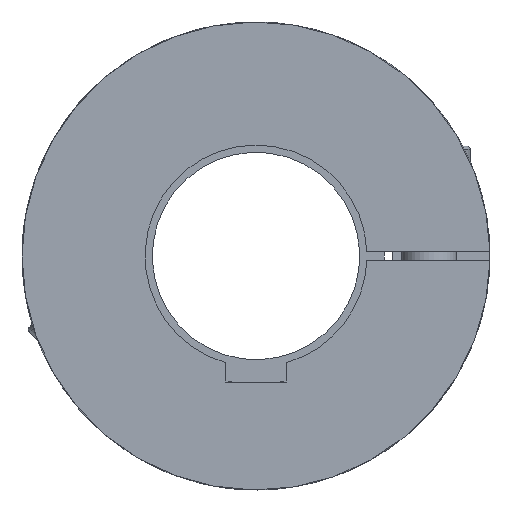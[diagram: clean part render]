
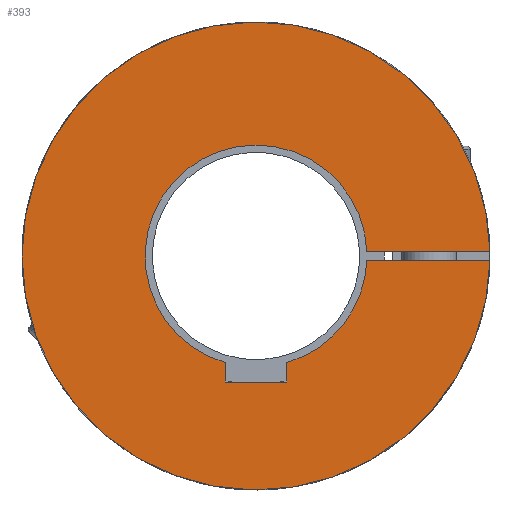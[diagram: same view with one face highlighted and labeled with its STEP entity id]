
A CAD part, left-side view. The second image highlights one B-rep face of the part: STEP entity #393.
In plain terms, the highlighted planar face has unit normal (-1, 0, 0).
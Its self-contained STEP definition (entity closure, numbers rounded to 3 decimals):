
#393=ADVANCED_FACE('NONE',(#832),#833,.F.);
#832=FACE_OUTER_BOUND('',#1351,.T.);
#833=PLANE('',#1352);
#1351=EDGE_LOOP('',(#2286,#2287,#2288,#2289,#2290,#2291,#2292,#2293,#2294,#2295));
#1352=AXIS2_PLACEMENT_3D('',#2296,#2297,#2298);
#2286=ORIENTED_EDGE('',*,*,#3428,.T.);
#2287=ORIENTED_EDGE('',*,*,#3417,.T.);
#2288=ORIENTED_EDGE('',*,*,#3421,.T.);
#2289=ORIENTED_EDGE('',*,*,#3423,.T.);
#2290=ORIENTED_EDGE('',*,*,#3406,.T.);
#2291=ORIENTED_EDGE('',*,*,#3412,.T.);
#2292=ORIENTED_EDGE('',*,*,#3430,.F.);
#2293=ORIENTED_EDGE('',*,*,#3393,.T.);
#2294=ORIENTED_EDGE('',*,*,#3431,.T.);
#2295=ORIENTED_EDGE('',*,*,#3432,.F.);
#2296=CARTESIAN_POINT('',(0.,0.0,68.25));
#2297=DIRECTION('',(1.0,0.0,0.0));
#2298=DIRECTION('',(0.0,-0.0,-1.0));
#3393=EDGE_CURVE('NONE',#4098,#4095,#4099,.T.);
#3406=EDGE_CURVE('',#4123,#4120,#4124,.T.);
#3412=EDGE_CURVE('',#4120,#4131,#4133,.T.);
#3417=EDGE_CURVE('',#4135,#4140,#4142,.T.);
#3421=EDGE_CURVE('',#4140,#4146,#4148,.T.);
#3423=EDGE_CURVE('',#4146,#4123,#4150,.T.);
#3428=EDGE_CURVE('',#4154,#4135,#4157,.T.);
#3430=EDGE_CURVE('NONE',#4098,#4131,#4159,.T.);
#3431=EDGE_CURVE('NONE',#4095,#4160,#4161,.T.);
#3432=EDGE_CURVE('NONE',#4154,#4160,#4162,.T.);
#4095=VERTEX_POINT('',#5182);
#4098=VERTEX_POINT('NONE',#5186);
#4099=CIRCLE('',#5187,68.25);
#4120=VERTEX_POINT('',#5213);
#4123=VERTEX_POINT('',#5217);
#4124=CIRCLE('',#5218,32.35);
#4131=VERTEX_POINT('',#5226);
#4133=CIRCLE('',#5229,32.35);
#4135=VERTEX_POINT('',#5231);
#4140=VERTEX_POINT('',#5238);
#4142=LINE('',#5241,#5242);
#4146=VERTEX_POINT('',#5247);
#4148=LINE('',#5250,#5251);
#4150=LINE('',#5253,#5254);
#4154=VERTEX_POINT('',#5259);
#4157=CIRCLE('',#5263,32.35);
#4159=LINE('',#5265,#5266);
#4160=VERTEX_POINT('NONE',#5267);
#4161=CIRCLE('',#5268,68.25);
#4162=LINE('',#5269,#5270);
#5182=CARTESIAN_POINT('',(0.,68.25,0.));
#5186=CARTESIAN_POINT('',(0.0,-68.239,1.25));
#5187=AXIS2_PLACEMENT_3D('',#6454,#6455,#6456);
#5213=CARTESIAN_POINT('',(0.,0.,32.35));
#5217=CARTESIAN_POINT('',(0.0,9.0,-31.073));
#5218=AXIS2_PLACEMENT_3D('',#6478,#6479,#6480);
#5226=CARTESIAN_POINT('',(0.0,-32.326,1.25));
#5229=AXIS2_PLACEMENT_3D('',#6489,#6490,#6491);
#5231=CARTESIAN_POINT('',(0.0,-9.0,-31.073));
#5238=CARTESIAN_POINT('',(0.0,-9.0,-36.75));
#5241=CARTESIAN_POINT('',(0.0,-9.0,24.938));
#5242=VECTOR('',#6495,1.0);
#5247=CARTESIAN_POINT('',(0.0,9.0,-36.75));
#5250=CARTESIAN_POINT('',(0.,0.0,-36.75));
#5251=VECTOR('',#6498,1.0);
#5253=CARTESIAN_POINT('',(0.,9.0,24.938));
#5254=VECTOR('',#6499,1.0);
#5259=CARTESIAN_POINT('',(0.0,-32.326,-1.25));
#5263=AXIS2_PLACEMENT_3D('',#6505,#6506,#6507);
#5265=CARTESIAN_POINT('',(0.0,-9.322,1.25));
#5266=VECTOR('',#6508,1000.0);
#5267=CARTESIAN_POINT('',(0.,-68.239,-1.25));
#5268=AXIS2_PLACEMENT_3D('',#6509,#6510,#6511);
#5269=CARTESIAN_POINT('',(0.0,-9.322,-1.25));
#5270=VECTOR('',#6512,1000.0);
#6454=CARTESIAN_POINT('',(0.,0.0,0.0));
#6455=DIRECTION('',(-1.0,0.0,0.0));
#6456=DIRECTION('',(0.0,-1.0,0.0));
#6478=CARTESIAN_POINT('',(0.,0.0,0.0));
#6479=DIRECTION('',(1.0,0.0,0.0));
#6480=DIRECTION('',(0.0,0.0,-1.0));
#6489=CARTESIAN_POINT('',(0.,0.0,0.0));
#6490=DIRECTION('',(1.0,0.0,0.0));
#6491=DIRECTION('',(0.0,0.0,-1.0));
#6495=DIRECTION('',(0.0,0.0,-1.0));
#6498=DIRECTION('',(0.0,1.0,0.0));
#6499=DIRECTION('',(-0.0,0.0,1.0));
#6505=CARTESIAN_POINT('',(0.,0.0,0.0));
#6506=DIRECTION('',(1.0,0.0,0.0));
#6507=DIRECTION('',(0.0,0.0,-1.0));
#6508=DIRECTION('',(0.0,1.0,0.));
#6509=CARTESIAN_POINT('',(0.,0.0,0.0));
#6510=DIRECTION('',(-1.0,0.0,0.0));
#6511=DIRECTION('',(0.0,-1.0,0.0));
#6512=DIRECTION('',(0.0,-1.0,0.0));
